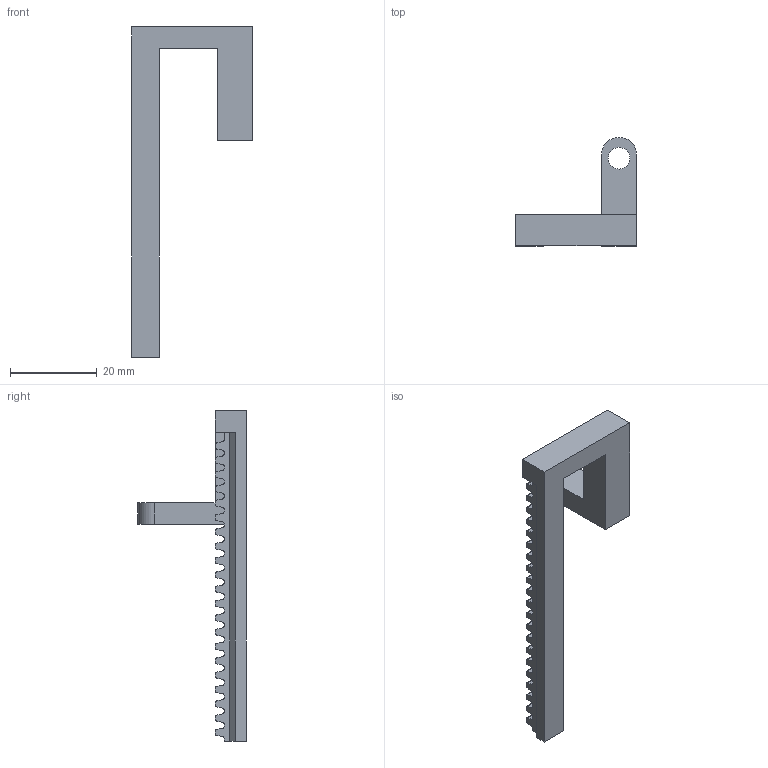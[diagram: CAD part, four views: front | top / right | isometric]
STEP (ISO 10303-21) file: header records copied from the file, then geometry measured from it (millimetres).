
FILE_DESCRIPTION(/* description */ (''),/* implementation_level */ '2;1');
FILE_NAME(/* name */ 'Collection_Tube_change v6 Small Servo Pusher.step',/* time_stamp */ '2024-09-23T16:33:40-07:00',/* author */ (''),/* organization */ (''),/* preprocessor_version */ 'ST-DEVELOPER v20',/* originating_system */ 'Autodesk Translation Framework v13.20.0.188',/* authorisation */ '');
FILE_SCHEMA (('AUTOMOTIVE_DESIGN { 1 0 10303 214 3 1 1 }'));
Length unit declared in the file: millimetre
Products named in the file (2): Collection_Tube_change; Pusher, 75mm Long with holes half v7
Assembly tree (1 placements, depth 2):
  Collection_Tube_change
    Pusher, 75mm Long with holes half v7
Bounding box: 27.85 x 25 x 76.19 mm (x, y, z)
Volume: 5041.4 mm3; surface area: 3774.1 mm2
Topology: 1 solids, 1 shells, 188 faces, 563 edges, 377 vertices
Faces by surface type: plane 101, cylinder 87
Full cylindrical faces by diameter (mm): 5 x1
Entity records: 6445 total; most frequent: CARTESIAN_POINT 1131, ORIENTED_EDGE 1126, DIRECTION 1119, EDGE_CURVE 563, LINE 389, VECTOR 389, VERTEX_POINT 377, AXIS2_PLACEMENT_3D 365
